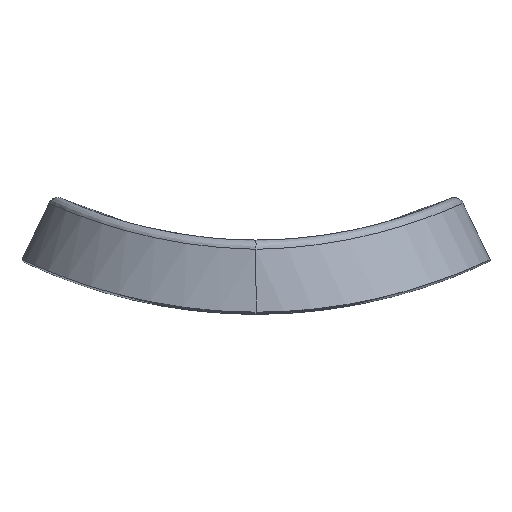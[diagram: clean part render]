
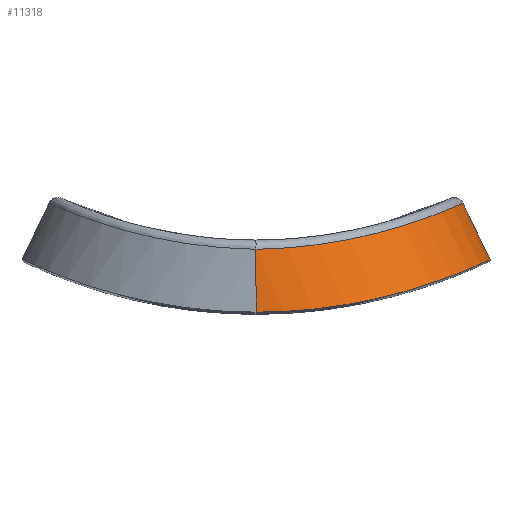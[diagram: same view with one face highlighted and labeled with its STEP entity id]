
A CAD part, top view. The second image highlights one B-rep face of the part: STEP entity #11318.
In plain terms, the highlighted cylindrical face has radius 12 mm (diameter 24 mm), a partial arc.
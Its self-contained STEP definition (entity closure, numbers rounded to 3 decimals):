
#611 = CARTESIAN_POINT ( 'NONE',  ( 1.607, 0.035, 31.934 ) ) ;
#619 = CARTESIAN_POINT ( 'NONE',  ( 4.889, 3.751, 30.382 ) ) ;
#672 = CARTESIAN_POINT ( 'NONE',  ( 10.619, 5.61, 20.747 ) ) ;
#763 = CARTESIAN_POINT ( 'NONE',  ( 5.432, 0.525, 30.877 ) ) ;
#850 = EDGE_CURVE ( 'NONE', #11487, #13691, #7344, .T. ) ;
#855 = CARTESIAN_POINT ( 'NONE',  ( -10.829, 22.679, 20. ) ) ;
#1673 = CARTESIAN_POINT ( 'NONE',  ( 4.569, 3.688, 30.559 ) ) ;
#1820 = CARTESIAN_POINT ( 'NONE',  ( 11.405, 2.442, 23.932 ) ) ;
#1826 = CARTESIAN_POINT ( 'NONE',  ( 9.997, 5.337, 23.996 ) ) ;
#2051 = CARTESIAN_POINT ( 'NONE',  ( 0., 3.225, 31.919 ) ) ;
#2092 = B_SPLINE_CURVE_WITH_KNOTS ( 'NONE', 3,
 ( #14331, #672, #10937, #10838, #11990, #6437, #1826, #6280, #6235, #9796, #13006, #2829, #7393, #7586, #2782, #5176, #2935, #619, #1673, #14183, #3919, #5122, #13108, #13060, #10885, #2984 ),
 .UNSPECIFIED., .F., .F.,
 ( 4, 2, 2, 2, 2, 2, 2, 2, 2, 2, 2, 2, 4 ),
 ( 0., 0.002, 0.003, 0.004, 0.007, 0.008, 0.009, 0.011, 0.012, 0.013, 0.015, 0.017, 0.018 ),
 .UNSPECIFIED. ) ;
#2180 = VECTOR ( 'NONE', #11572, 1000. ) ;
#2288 = EDGE_CURVE ( 'NONE', #13691, #8157, #4032, .T. ) ;
#2782 = CARTESIAN_POINT ( 'NONE',  ( 6.678, 4.175, 29.127 ) ) ;
#2796 = ORIENTED_EDGE ( 'NONE', *, *, #850, .F. ) ;
#2829 = CARTESIAN_POINT ( 'NONE',  ( 8.149, 4.633, 27.532 ) ) ;
#2872 = CARTESIAN_POINT ( 'NONE',  ( 6.134, 0.675, 30.521 ) ) ;
#2935 = CARTESIAN_POINT ( 'NONE',  ( 5.513, 3.886, 29.996 ) ) ;
#2975 = CARTESIAN_POINT ( 'NONE',  ( 2.789, 0.137, 31.726 ) ) ;
#2984 = CARTESIAN_POINT ( 'NONE',  ( 0., 3.225, 31.919 ) ) ;
#2992 = LINE ( 'NONE', #9235, #2180 ) ;
#3252 = AXIS2_PLACEMENT_3D ( 'NONE', #855, #12167, #12260 ) ;
#3800 = ORIENTED_EDGE ( 'NONE', *, *, #9404, .F. ) ;
#3919 = CARTESIAN_POINT ( 'NONE',  ( 2.905, 3.418, 31.302 ) ) ;
#4018 = CARTESIAN_POINT ( 'NONE',  ( 11.622, 2.541, 23.164 ) ) ;
#4032 =( BOUNDED_CURVE ( )  B_SPLINE_CURVE ( 3, ( #4303, #12263, #8899, #2051 ),
 .UNSPECIFIED., .F., .F. ) 
 B_SPLINE_CURVE_WITH_KNOTS ( ( 4, 4 ),
 ( 4.712, 4.828 ),
 .UNSPECIFIED. ) 
 CURVE ( )  GEOMETRIC_REPRESENTATION_ITEM ( )  RATIONAL_B_SPLINE_CURVE ( ( 1., 0.999, 0.999, 1. ) ) 
 REPRESENTATION_ITEM ( '' )  );
#4303 = CARTESIAN_POINT ( 'NONE',  ( 0., 0., 32. ) ) ;
#4320 = CARTESIAN_POINT ( 'NONE',  ( 0., 0., 32. ) ) ;
#5122 = CARTESIAN_POINT ( 'NONE',  ( 1.835, 3.313, 31.602 ) ) ;
#5170 = CARTESIAN_POINT ( 'NONE',  ( 11.712, 2.582, 22.776 ) ) ;
#5176 = CARTESIAN_POINT ( 'NONE',  ( 5.814, 3.957, 29.788 ) ) ;
#6235 = CARTESIAN_POINT ( 'NONE',  ( 9.318, 5.058, 25.695 ) ) ;
#6280 = CARTESIAN_POINT ( 'NONE',  ( 9.624, 5.181, 25.036 ) ) ;
#6330 = CARTESIAN_POINT ( 'NONE',  ( 8.881, 1.453, 28.337 ) ) ;
#6335 = EDGE_CURVE ( 'NONE', #12539, #8157, #2092, .T. ) ;
#6382 = CARTESIAN_POINT ( 'NONE',  ( 0., 0., 32. ) ) ;
#6437 = CARTESIAN_POINT ( 'NONE',  ( 10.107, 5.384, 23.641 ) ) ;
#6482 = CARTESIAN_POINT ( 'NONE',  ( 11.927, 2.683, 21.604 ) ) ;
#6537 = CARTESIAN_POINT ( 'NONE',  ( 10.495, 2.049, 26.119 ) ) ;
#7315 = CYLINDRICAL_SURFACE ( 'NONE', #3252, 12. ) ;
#7344 = B_SPLINE_CURVE_WITH_KNOTS ( 'NONE', 3,
 ( #8573, #10977, #6482, #5170, #4018, #1820, #13296, #7578, #6537, #13200, #14277, #14368, #6330, #7625, #14325, #2872, #763, #10833, #14224, #7486, #2975, #611, #8626, #6382 ),
 .UNSPECIFIED., .F., .F.,
 ( 4, 2, 2, 2, 2, 2, 2, 2, 2, 2, 2, 4 ),
 ( 0., 0.002, 0.004, 0.005, 0.007, 0.008, 0.01, 0.012, 0.014, 0.016, 0.017, 0.019 ),
 .UNSPECIFIED. ) ;
#7393 = CARTESIAN_POINT ( 'NONE',  ( 7.921, 4.556, 27.819 ) ) ;
#7486 = CARTESIAN_POINT ( 'NONE',  ( 3.183, 0.18, 31.638 ) ) ;
#7578 = CARTESIAN_POINT ( 'NONE',  ( 10.848, 2.198, 25.42 ) ) ;
#7586 = CARTESIAN_POINT ( 'NONE',  ( 7.204, 4.328, 28.635 ) ) ;
#7625 = CARTESIAN_POINT ( 'NONE',  ( 8.062, 1.186, 29.166 ) ) ;
#8013 = CARTESIAN_POINT ( 'NONE',  ( 12., 2.718, 20. ) ) ;
#8157 = VERTEX_POINT ( 'NONE', #13553 ) ;
#8573 = CARTESIAN_POINT ( 'NONE',  ( 12., 2.718, 20. ) ) ;
#8626 = CARTESIAN_POINT ( 'NONE',  ( 0.808, 0., 32. ) ) ;
#8899 = CARTESIAN_POINT ( 'NONE',  ( 0., 2.154, 31.973 ) ) ;
#9235 = CARTESIAN_POINT ( 'NONE',  ( 12., 2.718, 20. ) ) ;
#9404 = EDGE_CURVE ( 'NONE', #12539, #11487, #2992, .T. ) ;
#9496 = ORIENTED_EDGE ( 'NONE', *, *, #6335, .T. ) ;
#9796 = CARTESIAN_POINT ( 'NONE',  ( 8.771, 4.852, 26.634 ) ) ;
#10833 = CARTESIAN_POINT ( 'NONE',  ( 4.329, 0.336, 31.302 ) ) ;
#10838 = CARTESIAN_POINT ( 'NONE',  ( 10.37, 5.499, 22.569 ) ) ;
#10885 = CARTESIAN_POINT ( 'NONE',  ( 0.372, 3.23, 31.88 ) ) ;
#10937 = CARTESIAN_POINT ( 'NONE',  ( 10.556, 5.581, 21.483 ) ) ;
#10961 = ORIENTED_EDGE ( 'NONE', *, *, #2288, .F. ) ;
#10977 = CARTESIAN_POINT ( 'NONE',  ( 12., 2.718, 20.809 ) ) ;
#11318 = ADVANCED_FACE ( 'NONE', ( #12962 ), #7315, .T. ) ;
#11487 = VERTEX_POINT ( 'NONE', #8013 ) ;
#11572 = DIRECTION ( 'NONE',  ( 0.431, -0.902, 0. ) ) ;
#11990 = CARTESIAN_POINT ( 'NONE',  ( 10.293, 5.465, 22.928 ) ) ;
#12167 = DIRECTION ( 'NONE',  ( 0.431, -0.902, 0. ) ) ;
#12260 = DIRECTION ( 'NONE',  ( 0.902, 0.431, 0. ) ) ;
#12263 = CARTESIAN_POINT ( 'NONE',  ( 0., 1.078, 32. ) ) ;
#12539 = VERTEX_POINT ( 'NONE', #14229 ) ;
#12962 = FACE_OUTER_BOUND ( 'NONE', #13803, .T. ) ;
#13006 = CARTESIAN_POINT ( 'NONE',  ( 8.574, 4.781, 26.939 ) ) ;
#13060 = CARTESIAN_POINT ( 'NONE',  ( 0.74, 3.243, 31.826 ) ) ;
#13108 = CARTESIAN_POINT ( 'NONE',  ( 1.471, 3.285, 31.687 ) ) ;
#13200 = CARTESIAN_POINT ( 'NONE',  ( 9.861, 1.803, 27.109 ) ) ;
#13296 = CARTESIAN_POINT ( 'NONE',  ( 11.278, 2.385, 24.313 ) ) ;
#13553 = CARTESIAN_POINT ( 'NONE',  ( 0., 3.225, 31.919 ) ) ;
#13691 = VERTEX_POINT ( 'NONE', #4320 ) ;
#13803 = EDGE_LOOP ( 'NONE', ( #3800, #9496, #10961, #2796 ) ) ;
#14183 = CARTESIAN_POINT ( 'NONE',  ( 3.588, 3.514, 31.042 ) ) ;
#14224 = CARTESIAN_POINT ( 'NONE',  ( 3.953, 0.279, 31.426 ) ) ;
#14229 = CARTESIAN_POINT ( 'NONE',  ( 10.619, 5.61, 20. ) ) ;
#14277 = CARTESIAN_POINT ( 'NONE',  ( 9.631, 1.717, 27.431 ) ) ;
#14325 = CARTESIAN_POINT ( 'NONE',  ( 7.459, 1.009, 29.658 ) ) ;
#14331 = CARTESIAN_POINT ( 'NONE',  ( 10.619, 5.61, 20. ) ) ;
#14368 = CARTESIAN_POINT ( 'NONE',  ( 9.141, 1.541, 28.045 ) ) ;
